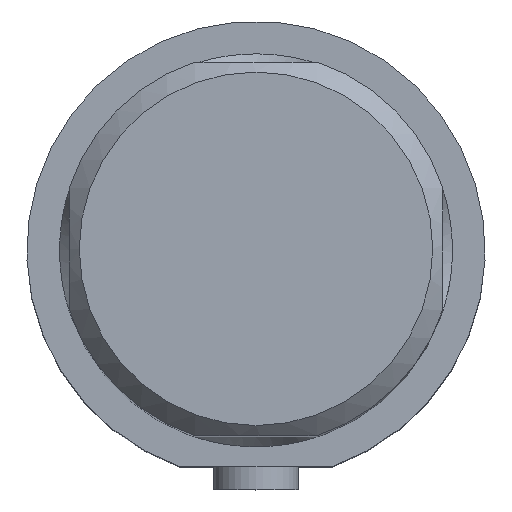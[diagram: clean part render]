
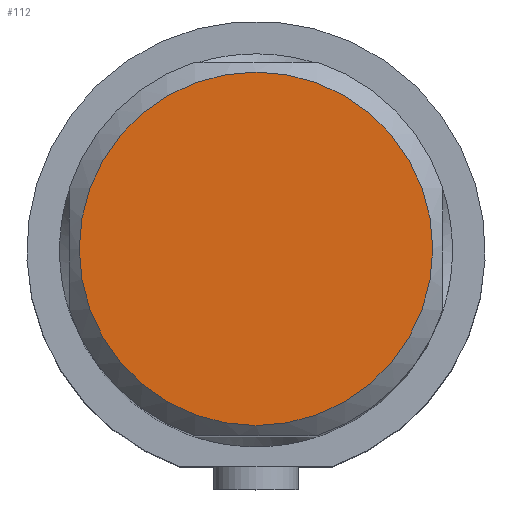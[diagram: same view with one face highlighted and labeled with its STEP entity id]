
A CAD part, top view. The second image highlights one B-rep face of the part: STEP entity #112.
In plain terms, the highlighted planar face has unit normal (0, 0, 1).
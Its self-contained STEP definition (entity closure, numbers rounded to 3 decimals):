
#32=FACE_OUTER_BOUND('',#168,.T.);
#112=ADVANCED_FACE('',(#32),#136,.F.);
#136=PLANE('',#461);
#168=EDGE_LOOP('',(#229));
#229=ORIENTED_EDGE('',*,*,#349,.F.);
#311=VERTEX_POINT('',#653);
#349=EDGE_CURVE('',#311,#311,#403,.T.);
#403=CIRCLE('',#453,26.987);
#453=AXIS2_PLACEMENT_3D('',#652,#523,#524);
#461=AXIS2_PLACEMENT_3D('',#750,#547,#548);
#523=DIRECTION('',(0.,0.,-1.));
#524=DIRECTION('',(-1.,0.,0.));
#547=DIRECTION('',(0.,0.,-1.));
#548=DIRECTION('',(-1.,0.,0.));
#652=CARTESIAN_POINT('',(0.,0.,140.));
#653=CARTESIAN_POINT('',(-26.987,0.,140.));
#750=CARTESIAN_POINT('',(0.,0.,140.));
